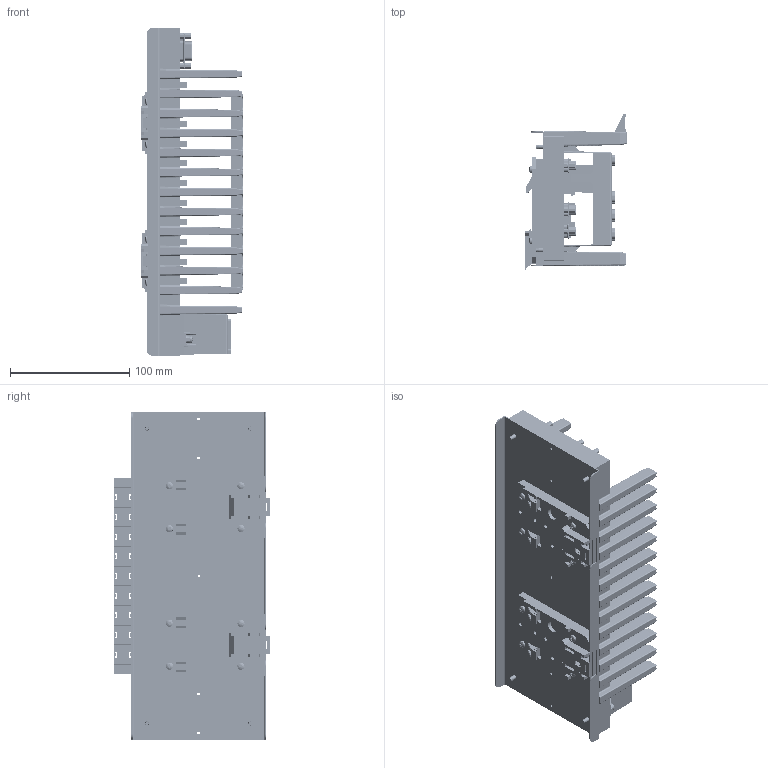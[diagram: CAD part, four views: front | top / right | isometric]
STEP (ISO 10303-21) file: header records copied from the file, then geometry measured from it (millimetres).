
FILE_DESCRIPTION((''),'2;1');
FILE_NAME('CAD-8944_ASM','2024-01-19T09:51:25',('creinig-se'),(''),'CREO PARAMETRIC BY PTC INC, 2022284','CREO PARAMETRIC BY PTC INC, 2022284','');
FILE_SCHEMA(('CONFIG_CONTROL_DESIGN','SHAPE_APPEARANCE_LAYERS_GROUPS'));
Products named in the file (9): CAD-8944_TEILW_HSG_SW0001; CAD-8944_PCB_057358A; CAD-8899_8X2P203050R026D10R; CAD-8940_BLSD308X125R277X284D12; CAD-8899_MSTBV_2_5-3-GF-5_08-GR; CAD-8899_AMP161390-4; CAD-8944_DSUB15HD_SW0001; CAD-8944_ZU_PCB_057358A_ASM; CAD-8944_ASM
Assembly tree (23 placements, depth 3):
  CAD-8944_ASM
    CAD-8944_TEILW_HSG_SW0001
    CAD-8944_ZU_PCB_057358A_ASM
      CAD-8944_PCB_057358A
      CAD-8899_8X2P203050R026D10R  x12
      CAD-8940_BLSD308X125R277X284D12  x2
      CAD-8899_MSTBV_2_5-3-GF-5_08-GR  x4
      CAD-8899_AMP161390-4
      CAD-8944_DSUB15HD_SW0001
Bounding box: 86.41 x 130.67 x 275 mm (x, y, z)
Volume: 361115 mm3; surface area: 397714 mm2
Topology: 30 solids, 52 shells, 9456 faces, 25011 edges, 15701 vertices
Faces by surface type: plane 6206, cylinder 2387, cone 299, bspline 263, torus 175, sphere 87, extrusion 39
Entity records: 291701 total; most frequent: CARTESIAN_POINT 74231, ORIENTED_EDGE 36832, DIRECTION 32757, EDGE_CURVE 18428, VECTOR 12049, LINE 12010, VERTEX_POINT 11768, AXIS2_PLACEMENT_3D 10354
